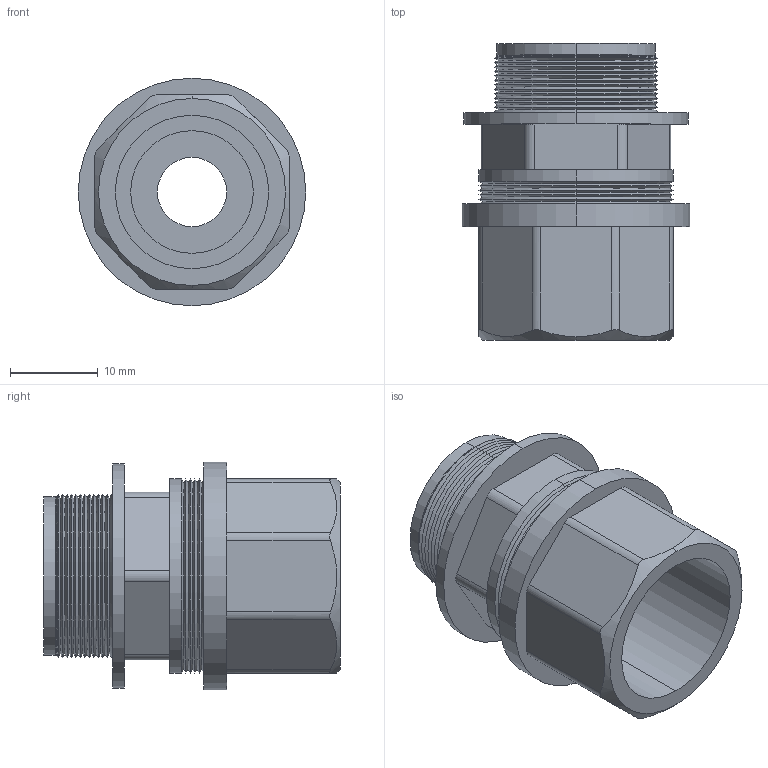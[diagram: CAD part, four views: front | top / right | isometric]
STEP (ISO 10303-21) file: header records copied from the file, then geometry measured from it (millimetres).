
FILE_DESCRIPTION (( 'STEP AP203' ), '1' );
FILE_NAME ('ST07AA-BK.STEP', '2010-05-20T18:32:29', ( 'Owner' ), ( '' ), 'SwSTEP 2.0', 'SolidWorks 2008', '' );
FILE_SCHEMA (( 'CONFIG_CONTROL_DESIGN' ));
Length unit declared in the file: inch
Products named in the file (1): ST07AA-BK
Bounding box: 25.91 x 33.78 x 25.91 mm (x, y, z)
Volume: 7969.6 mm3; surface area: 5890 mm2
Topology: 2 solids, 2 shells, 130 faces, 286 edges, 166 vertices
Faces by surface type: cone 76, cylinder 30, plane 24
Entity records: 3721 total; most frequent: CARTESIAN_POINT 729, DIRECTION 658, ORIENTED_EDGE 572, EDGE_CURVE 286, AXIS2_PLACEMENT_3D 259, VERTEX_POINT 166, EDGE_LOOP 140, VECTOR 140
